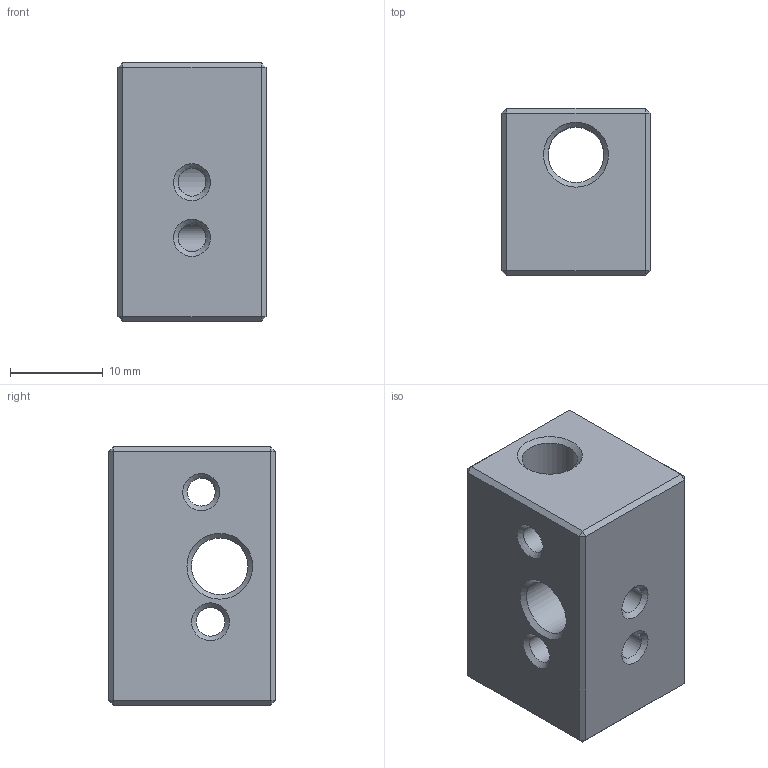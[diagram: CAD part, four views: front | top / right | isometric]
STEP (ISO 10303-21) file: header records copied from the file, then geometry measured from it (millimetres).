
FILE_DESCRIPTION(('FreeCAD Model'),'2;1');
FILE_NAME('heater-block.step', '2016-10-24T07:48:48',('Author'),(''), 'Open CASCADE STEP processor 6.8','FreeCAD','Unknown');
FILE_SCHEMA(('AUTOMOTIVE_DESIGN_CC2 { 1 2 10303 214 -1 1 5 4 }'));
Length unit declared in the file: millimetre
Products named in the file (2): ASSEMBLY; Chamfer
Assembly tree (1 placements, depth 2):
  ASSEMBLY
    Chamfer
Bounding box: 16 x 18 x 27.9 mm (x, y, z)
Volume: 6435.1 mm3; surface area: 3414.6 mm2
Topology: 1 solids, 1 shells, 42 faces, 92 edges, 52 vertices
Faces by surface type: plane 26, cone 10, cylinder 6
Full cylindrical faces by diameter (mm): 3 x3, 3.1 x1, 6 x1, 6.1 x1
Entity records: 3176 total; most frequent: CARTESIAN_POINT 1286, DIRECTION 333, LINE 202, VECTOR 202, ORIENTED_EDGE 184, PCURVE 184, DEFINITIONAL_REPRESENTATION 184, EDGE_CURVE 92
